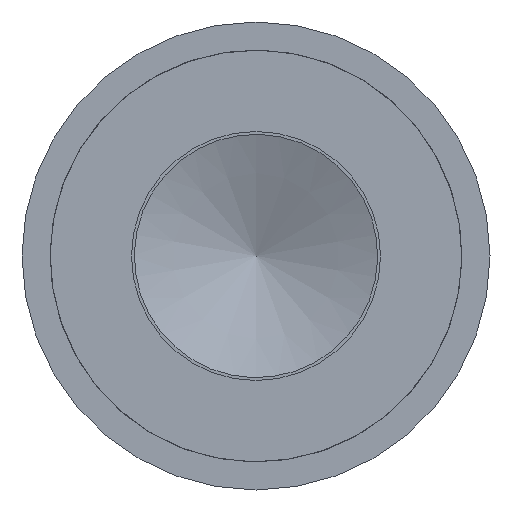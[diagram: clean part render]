
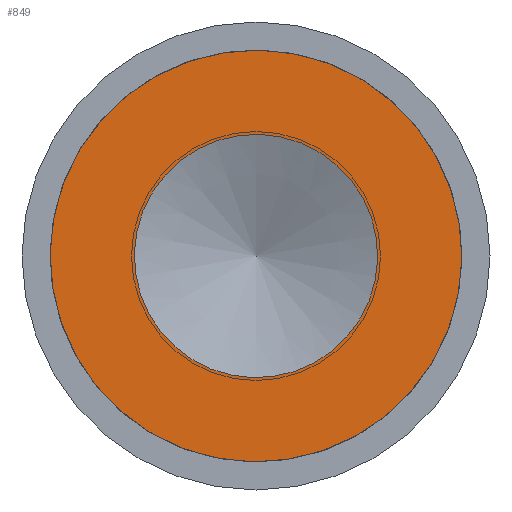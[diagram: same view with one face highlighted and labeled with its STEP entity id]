
A CAD part, front view. The second image highlights one B-rep face of the part: STEP entity #849.
In plain terms, the highlighted planar face has unit normal (0, -1, 0).
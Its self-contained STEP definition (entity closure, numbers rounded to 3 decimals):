
#73 = CARTESIAN_POINT ( 'NONE',  ( 0., 0., 0. ) ) ;
#89 = FACE_OUTER_BOUND ( 'NONE', #716, .T. ) ;
#129 = EDGE_LOOP ( 'NONE', ( #454 ) ) ;
#164 = CARTESIAN_POINT ( 'NONE',  ( 0., 0., 0. ) ) ;
#165 = CARTESIAN_POINT ( 'NONE',  ( 0., 0., 0. ) ) ;
#199 = VERTEX_POINT ( 'NONE', #1665 ) ;
#203 = DIRECTION ( 'NONE',  ( 0., 1., 0. ) ) ;
#313 = VERTEX_POINT ( 'NONE', #901 ) ;
#454 = ORIENTED_EDGE ( 'NONE', *, *, #1126, .T. ) ;
#702 = CIRCLE ( 'NONE', #1268, 6.5 ) ;
#716 = EDGE_LOOP ( 'NONE', ( #1391 ) ) ;
#784 = AXIS2_PLACEMENT_3D ( 'NONE', #73, #203, #1010 ) ;
#849 = ADVANCED_FACE ( 'NONE', ( #89, #1403 ), #887, .F. ) ;
#887 = PLANE ( 'NONE',  #784 ) ;
#901 = CARTESIAN_POINT ( 'NONE',  ( 0., 0., 11. ) ) ;
#1010 = DIRECTION ( 'NONE',  ( 0., 0., 1. ) ) ;
#1086 = DIRECTION ( 'NONE',  ( 0., 0., 1. ) ) ;
#1109 = DIRECTION ( 'NONE',  ( 0., 1., 0. ) ) ;
#1126 = EDGE_CURVE ( 'NONE', #199, #199, #702, .T. ) ;
#1145 = AXIS2_PLACEMENT_3D ( 'NONE', #164, #1219, #1086 ) ;
#1219 = DIRECTION ( 'NONE',  ( 0., 1., 0. ) ) ;
#1268 = AXIS2_PLACEMENT_3D ( 'NONE', #165, #1109, #1651 ) ;
#1391 = ORIENTED_EDGE ( 'NONE', *, *, #1627, .F. ) ;
#1403 = FACE_BOUND ( 'NONE', #129, .T. ) ;
#1627 = EDGE_CURVE ( 'NONE', #313, #313, #1715, .T. ) ;
#1651 = DIRECTION ( 'NONE',  ( 0., 0., 1. ) ) ;
#1665 = CARTESIAN_POINT ( 'NONE',  ( 0., 0., 6.5 ) ) ;
#1715 = CIRCLE ( 'NONE', #1145, 11. ) ;
